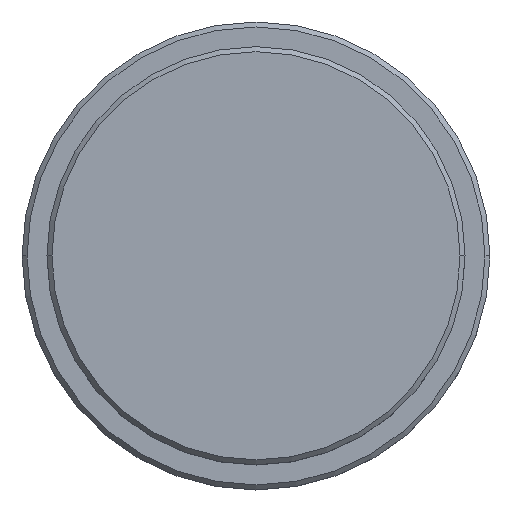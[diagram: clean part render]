
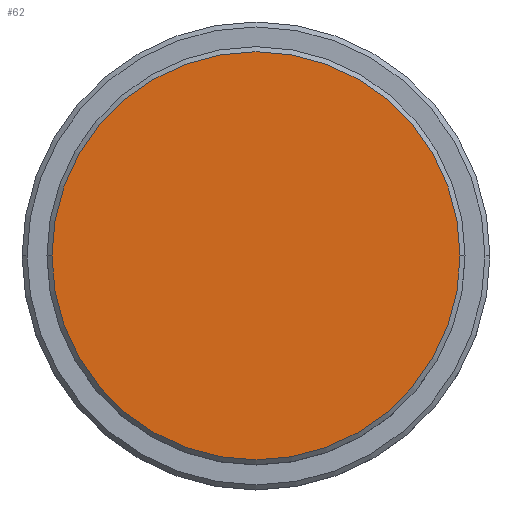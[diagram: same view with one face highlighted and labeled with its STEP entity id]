
A CAD part, top view. The second image highlights one B-rep face of the part: STEP entity #62.
In plain terms, the highlighted planar face has unit normal (0, 0, 1).
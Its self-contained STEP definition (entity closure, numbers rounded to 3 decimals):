
#34 = ORIENTED_EDGE ( 'NONE', *, *, #1259, .T. ) ;
#62 = ADVANCED_FACE ( 'NONE', ( #1104 ), #231, .T. ) ;
#67 = CARTESIAN_POINT ( 'NONE',  ( 0., 0., 0. ) ) ;
#133 = DIRECTION ( 'NONE',  ( 1., 0., 0. ) ) ;
#178 = DIRECTION ( 'NONE',  ( 1., 0., 0. ) ) ;
#206 = EDGE_CURVE ( 'NONE', #700, #696, #1041, .T. ) ;
#231 = PLANE ( 'NONE',  #910 ) ;
#239 = DIRECTION ( 'NONE',  ( 0., 0., 1. ) ) ;
#284 = CARTESIAN_POINT ( 'NONE',  ( 0., 0., 0. ) ) ;
#307 = EDGE_LOOP ( 'NONE', ( #1153, #34 ) ) ;
#405 = AXIS2_PLACEMENT_3D ( 'NONE', #67, #1284, #1394 ) ;
#645 = CIRCLE ( 'NONE', #405, 20.5 ) ;
#696 = VERTEX_POINT ( 'NONE', #1248 ) ;
#700 = VERTEX_POINT ( 'NONE', #817 ) ;
#727 = DIRECTION ( 'NONE',  ( 0., 0., 1. ) ) ;
#817 = CARTESIAN_POINT ( 'NONE',  ( -20.5, 0., 0. ) ) ;
#910 = AXIS2_PLACEMENT_3D ( 'NONE', #1356, #239, #133 ) ;
#1041 = CIRCLE ( 'NONE', #1163, 20.5 ) ;
#1104 = FACE_OUTER_BOUND ( 'NONE', #307, .T. ) ;
#1153 = ORIENTED_EDGE ( 'NONE', *, *, #206, .T. ) ;
#1163 = AXIS2_PLACEMENT_3D ( 'NONE', #284, #727, #178 ) ;
#1248 = CARTESIAN_POINT ( 'NONE',  ( 20.5, 0., 0. ) ) ;
#1259 = EDGE_CURVE ( 'NONE', #696, #700, #645, .T. ) ;
#1284 = DIRECTION ( 'NONE',  ( 0., 0., 1. ) ) ;
#1356 = CARTESIAN_POINT ( 'NONE',  ( 0., 0., 0. ) ) ;
#1394 = DIRECTION ( 'NONE',  ( 1., 0., 0. ) ) ;
